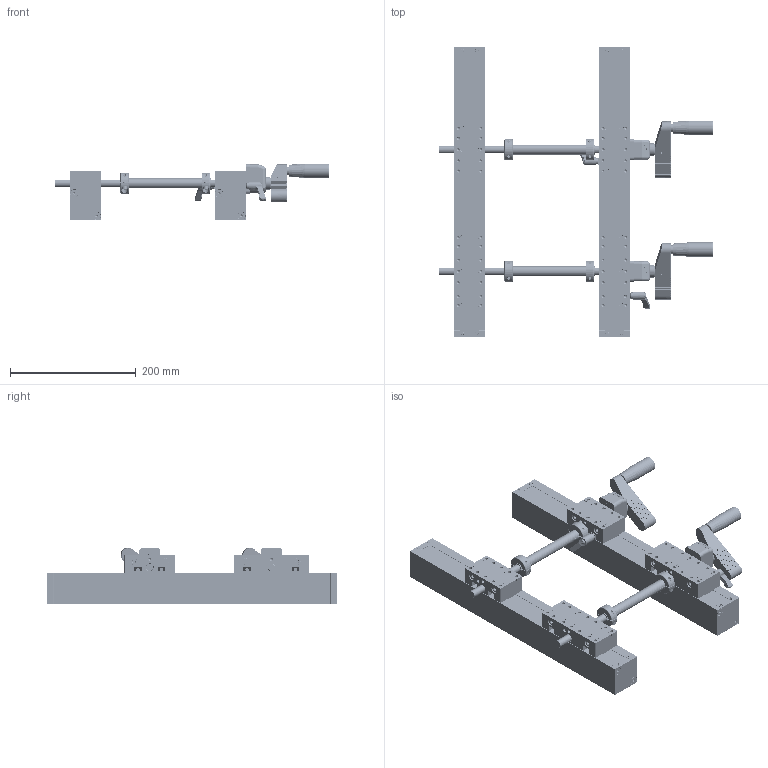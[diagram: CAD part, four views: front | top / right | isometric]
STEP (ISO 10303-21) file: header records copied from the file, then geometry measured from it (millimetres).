
FILE_DESCRIPTION(/* description */ ('Unknown'),/* implementation_level */ '2;1');
FILE_NAME(/* name */ 'Zahnstangeantrieb50-Portal',/* time_stamp */ '2020-03-29T07:25:17+02:00',/* author */ ('Unknown'),/* organization */ ('Unknown'),/* preprocessor_version */ 'ST-DEVELOPER v16.7',/* originating_system */ 'Solid Edge',/* authorisation */ 'Unknown');
FILE_SCHEMA (('AUTOMOTIVE_DESIGN {1 0 10303 214 3 1 1}'));
Products named in the file (8): 4.1-Zahnstange50-Portal-SchlittenPA120lg-dy; A-Profil-50-Zahnstange-M5-dy; A-0000153-Schlitten50x120-Zahnstange-dy; A-0000152-Schlitten50-80lg-Zahnstange-dy; A-0000119-Drehmomentwelle-d12-D16-dy; A-0000151-Schlitten50-80lg-Zahnstange-Digi-Handrad-dy; A-0000098-Deckel50-geschraubt-dy; A-0000128-Schlitten50-120lg-Zahnstange-Digi-Handk-dy
Assembly tree (12 placements, depth 2):
  4.1-Zahnstange50-Portal-SchlittenPA120lg-dy
    A-Profil-50-Zahnstange-M5-dy  x2
    A-0000153-Schlitten50x120-Zahnstange-dy
    A-0000152-Schlitten50-80lg-Zahnstange-dy
    A-0000119-Drehmomentwelle-d12-D16-dy  x2
    A-0000151-Schlitten50-80lg-Zahnstange-Digi-Handrad-dy
    A-0000098-Deckel50-geschraubt-dy  x4
    A-0000128-Schlitten50-120lg-Zahnstange-Digi-Handk-dy
Bounding box: 436.79 x 460.3 x 90.53 mm (x, y, z)
Volume: 2495245.1 mm3; surface area: 746256.6 mm2
Topology: 12 solids, 20 shells, 6014 faces, 16948 edges, 11010 vertices
Faces by surface type: plane 4067, cylinder 1172, cone 536, bspline 122, torus 99, sphere 18
Full cylindrical faces by diameter (mm): 3 x14, 3.2 x8, 4 x2, 4.134 x8, 4.2 x1, 4.5 x2, 4.917 x104, 5 x40, 5.5 x20, 5.6 x8, 5.8 x8, 6 x18, 6.2 x4, 6.4 x28, 8 x2, 8.3 x2, 8.5 x8, 10 x18, 10.5 x16, 12 x22, 13 x4, 13.024 x2, 14 x7, 16 x4, 20 x2, 22 x2, 23 x2, 27 x2
Entity records: 180018 total; most frequent: CARTESIAN_POINT 32291, ORIENTED_EDGE 24404, DIRECTION 22928, EDGE_CURVE 12202, LINE 8630, VECTOR 8630, VERTEX_POINT 8199, AXIS2_PLACEMENT_3D 7149
